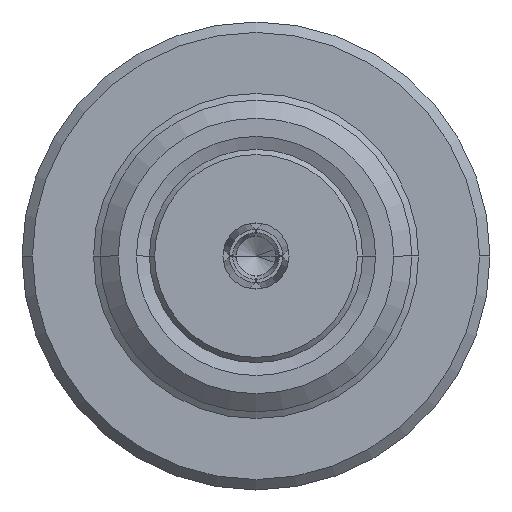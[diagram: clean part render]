
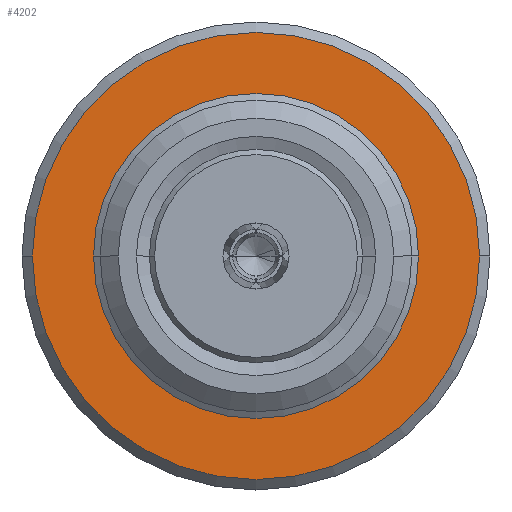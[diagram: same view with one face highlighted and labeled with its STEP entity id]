
A CAD part, left-side view. The second image highlights one B-rep face of the part: STEP entity #4202.
In plain terms, the highlighted planar face has unit normal (-1, 0, 0).
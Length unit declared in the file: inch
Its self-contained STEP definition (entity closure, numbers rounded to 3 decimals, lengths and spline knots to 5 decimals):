
#62 = DIRECTION ( 'NONE',  ( 0., 1., 0. ) ) ;
#71 = DIRECTION ( 'NONE',  ( -1., 0., 0. ) ) ;
#119 = DIRECTION ( 'NONE',  ( 0., -1., 0. ) ) ;
#443 = DIRECTION ( 'NONE',  ( 0., -1., 0. ) ) ;
#656 = CARTESIAN_POINT ( 'NONE',  ( -0.2855, -0.16929, 0. ) ) ;
#895 = AXIS2_PLACEMENT_3D ( 'NONE', #2295, #2751, #62 ) ;
#904 = CARTESIAN_POINT ( 'NONE',  ( -0.2855, 0., 0. ) ) ;
#987 = CIRCLE ( 'NONE', #5282, 0.10433 ) ;
#996 = ORIENTED_EDGE ( 'NONE', *, *, #3438, .F. ) ;
#1002 = VERTEX_POINT ( 'NONE', #656 ) ;
#1013 = VERTEX_POINT ( 'NONE', #2442 ) ;
#1231 = AXIS2_PLACEMENT_3D ( 'NONE', #5491, #71, #3685 ) ;
#1361 = EDGE_CURVE ( 'NONE', #1002, #4795, #1858, .T. ) ;
#1377 = DIRECTION ( 'NONE',  ( 0., -1., 0. ) ) ;
#1506 = AXIS2_PLACEMENT_3D ( 'NONE', #5535, #2812, #119 ) ;
#1645 = CARTESIAN_POINT ( 'NONE',  ( -0.2855, 0.16929, 0. ) ) ;
#1826 = CARTESIAN_POINT ( 'NONE',  ( -0.2855, 0., 0. ) ) ;
#1858 = CIRCLE ( 'NONE', #1231, 0.16929 ) ;
#2164 = CIRCLE ( 'NONE', #1506, 0.16929 ) ;
#2295 = CARTESIAN_POINT ( 'NONE',  ( -0.2855, 0.16929, 0. ) ) ;
#2401 = CIRCLE ( 'NONE', #3558, 0.10433 ) ;
#2442 = CARTESIAN_POINT ( 'NONE',  ( -0.2855, -0.10433, 0. ) ) ;
#2445 = FACE_BOUND ( 'NONE', #4653, .T. ) ;
#2751 = DIRECTION ( 'NONE',  ( 1., 0., 0. ) ) ;
#2812 = DIRECTION ( 'NONE',  ( -1., 0., 0. ) ) ;
#3124 = VERTEX_POINT ( 'NONE', #3134 ) ;
#3134 = CARTESIAN_POINT ( 'NONE',  ( -0.2855, 0.10433, 0. ) ) ;
#3177 = EDGE_CURVE ( 'NONE', #1013, #3124, #2401, .T. ) ;
#3438 = EDGE_CURVE ( 'NONE', #3124, #1013, #987, .T. ) ;
#3558 = AXIS2_PLACEMENT_3D ( 'NONE', #1826, #4539, #1377 ) ;
#3608 = DIRECTION ( 'NONE',  ( -1., 0., 0. ) ) ;
#3685 = DIRECTION ( 'NONE',  ( 0., -1., 0. ) ) ;
#3800 = FACE_OUTER_BOUND ( 'NONE', #4917, .T. ) ;
#4202 = ADVANCED_FACE ( 'NONE', ( #2445, #3800 ), #5479, .F. ) ;
#4241 = EDGE_CURVE ( 'NONE', #4795, #1002, #2164, .T. ) ;
#4335 = ORIENTED_EDGE ( 'NONE', *, *, #3177, .F. ) ;
#4539 = DIRECTION ( 'NONE',  ( -1., 0., 0. ) ) ;
#4653 = EDGE_LOOP ( 'NONE', ( #4335, #996 ) ) ;
#4795 = VERTEX_POINT ( 'NONE', #1645 ) ;
#4917 = EDGE_LOOP ( 'NONE', ( #5270, #5784 ) ) ;
#5270 = ORIENTED_EDGE ( 'NONE', *, *, #4241, .T. ) ;
#5282 = AXIS2_PLACEMENT_3D ( 'NONE', #904, #3608, #443 ) ;
#5479 = PLANE ( 'NONE',  #895 ) ;
#5491 = CARTESIAN_POINT ( 'NONE',  ( -0.2855, 0., 0. ) ) ;
#5535 = CARTESIAN_POINT ( 'NONE',  ( -0.2855, 0., 0. ) ) ;
#5784 = ORIENTED_EDGE ( 'NONE', *, *, #1361, .T. ) ;
